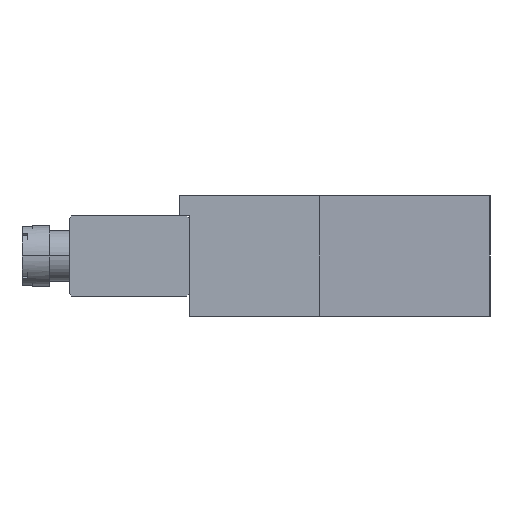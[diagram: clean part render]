
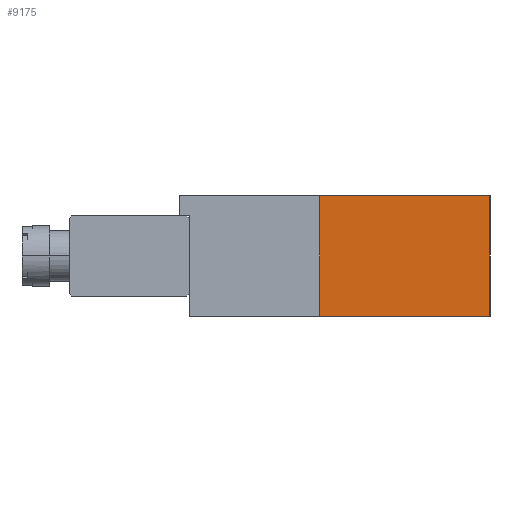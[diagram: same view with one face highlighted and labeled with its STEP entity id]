
A CAD part, left-side view. The second image highlights one B-rep face of the part: STEP entity #9175.
In plain terms, the highlighted planar face has unit normal (-0.62, -0.784, 0).
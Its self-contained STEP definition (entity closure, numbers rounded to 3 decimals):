
#2975 = ORIENTED_EDGE ( 'NONE', *, *, #11733, .F. ) ;
#3398 = VERTEX_POINT ( 'NONE', #32555 ) ;
#4542 = LINE ( 'NONE', #30799, #18332 ) ;
#4927 = AXIS2_PLACEMENT_3D ( 'NONE', #15244, #32829, #17805 ) ;
#8035 = VECTOR ( 'NONE', #28295, 1000. ) ;
#8896 = EDGE_LOOP ( 'NONE', ( #29394, #2975, #23495, #17623 ) ) ;
#8937 = LINE ( 'NONE', #26411, #21687 ) ;
#9175 = ADVANCED_FACE ( 'NONE', ( #25311 ), #27699, .T. ) ;
#10035 = VERTEX_POINT ( 'NONE', #27296 ) ;
#10742 = CARTESIAN_POINT ( 'NONE',  ( -43., -13., -12. ) ) ;
#11733 = EDGE_CURVE ( 'NONE', #26451, #20492, #14943, .T. ) ;
#13271 = DIRECTION ( 'NONE',  ( 0.784, -0.62, 0. ) ) ;
#14943 = LINE ( 'NONE', #10742, #8035 ) ;
#15244 = CARTESIAN_POINT ( 'NONE',  ( -21.5, -30., -12. ) ) ;
#16428 = DIRECTION ( 'NONE',  ( 0.784, -0.62, 0. ) ) ;
#17623 = ORIENTED_EDGE ( 'NONE', *, *, #31497, .T. ) ;
#17805 = DIRECTION ( 'NONE',  ( 0.784, -0.62, 0. ) ) ;
#18332 = VECTOR ( 'NONE', #23305, 1000. ) ;
#20492 = VERTEX_POINT ( 'NONE', #24148 ) ;
#21382 = EDGE_CURVE ( 'NONE', #26451, #3398, #8937, .T. ) ;
#21482 = VECTOR ( 'NONE', #13271, 1000. ) ;
#21687 = VECTOR ( 'NONE', #16428, 1000. ) ;
#23305 = DIRECTION ( 'NONE',  ( 0., 0., 1. ) ) ;
#23495 = ORIENTED_EDGE ( 'NONE', *, *, #21382, .T. ) ;
#24148 = CARTESIAN_POINT ( 'NONE',  ( -43., -13., 0. ) ) ;
#25311 = FACE_OUTER_BOUND ( 'NONE', #8896, .T. ) ;
#26092 = CARTESIAN_POINT ( 'NONE',  ( -43., -13., -12. ) ) ;
#26407 = EDGE_CURVE ( 'NONE', #20492, #10035, #28943, .T. ) ;
#26411 = CARTESIAN_POINT ( 'NONE',  ( -21.5, -30., -12. ) ) ;
#26451 = VERTEX_POINT ( 'NONE', #26092 ) ;
#27296 = CARTESIAN_POINT ( 'NONE',  ( -21.5, -30., 0. ) ) ;
#27699 = PLANE ( 'NONE',  #4927 ) ;
#28295 = DIRECTION ( 'NONE',  ( 0., 0., 1. ) ) ;
#28943 = LINE ( 'NONE', #30848, #21482 ) ;
#29394 = ORIENTED_EDGE ( 'NONE', *, *, #26407, .F. ) ;
#30799 = CARTESIAN_POINT ( 'NONE',  ( -21.5, -30., -12. ) ) ;
#30848 = CARTESIAN_POINT ( 'NONE',  ( -21.5, -30., 0. ) ) ;
#31497 = EDGE_CURVE ( 'NONE', #3398, #10035, #4542, .T. ) ;
#32555 = CARTESIAN_POINT ( 'NONE',  ( -21.5, -30., -12. ) ) ;
#32829 = DIRECTION ( 'NONE',  ( -0.62, -0.784, 0. ) ) ;
